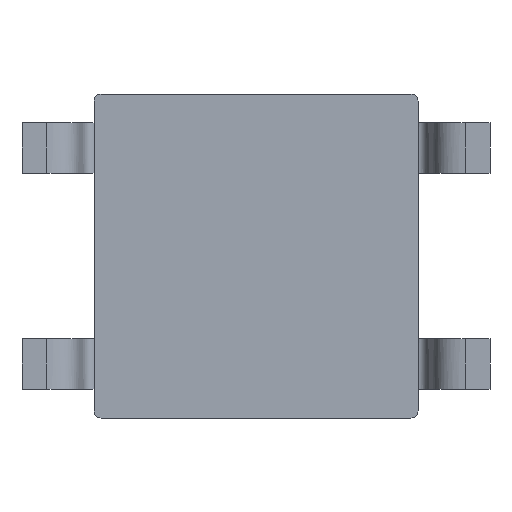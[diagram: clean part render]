
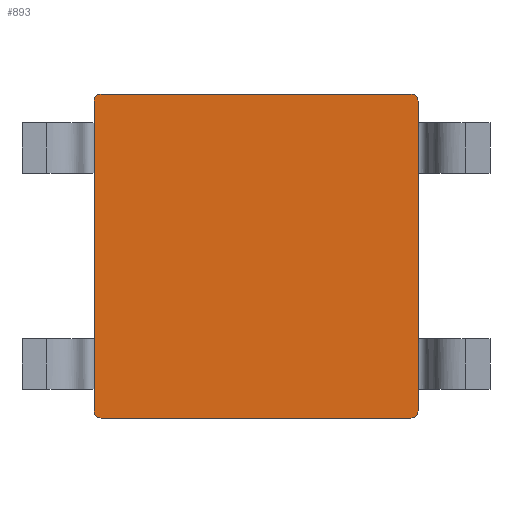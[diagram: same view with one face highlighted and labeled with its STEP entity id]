
A CAD part, front view. The second image highlights one B-rep face of the part: STEP entity #893.
In plain terms, the highlighted planar face has unit normal (0, -1, 0).
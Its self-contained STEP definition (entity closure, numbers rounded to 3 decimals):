
#62=CIRCLE('',#971,0.1);
#64=CIRCLE('',#975,0.1);
#66=CIRCLE('',#979,0.1);
#68=CIRCLE('',#983,0.1);
#113=FACE_OUTER_BOUND('',#175,.T.);
#175=EDGE_LOOP('',(#632,#633,#634,#635,#636,#637,#638,#639));
#228=LINE('',#1301,#305);
#233=LINE('',#1315,#310);
#237=LINE('',#1327,#314);
#241=LINE('',#1339,#318);
#305=VECTOR('',#1056,10.);
#310=VECTOR('',#1069,10.);
#314=VECTOR('',#1081,10.);
#318=VECTOR('',#1093,10.);
#382=VERTEX_POINT('',#1299);
#383=VERTEX_POINT('',#1300);
#386=VERTEX_POINT('',#1308);
#388=VERTEX_POINT('',#1314);
#390=VERTEX_POINT('',#1320);
#392=VERTEX_POINT('',#1326);
#394=VERTEX_POINT('',#1332);
#396=VERTEX_POINT('',#1338);
#466=EDGE_CURVE('',#382,#383,#228,.T.);
#470=EDGE_CURVE('',#386,#383,#62,.T.);
#473=EDGE_CURVE('',#386,#388,#233,.T.);
#476=EDGE_CURVE('',#390,#388,#64,.T.);
#479=EDGE_CURVE('',#390,#392,#237,.T.);
#482=EDGE_CURVE('',#394,#392,#66,.T.);
#485=EDGE_CURVE('',#394,#396,#241,.T.);
#488=EDGE_CURVE('',#382,#396,#68,.T.);
#632=ORIENTED_EDGE('',*,*,#488,.F.);
#633=ORIENTED_EDGE('',*,*,#466,.T.);
#634=ORIENTED_EDGE('',*,*,#470,.F.);
#635=ORIENTED_EDGE('',*,*,#473,.T.);
#636=ORIENTED_EDGE('',*,*,#476,.F.);
#637=ORIENTED_EDGE('',*,*,#479,.T.);
#638=ORIENTED_EDGE('',*,*,#482,.F.);
#639=ORIENTED_EDGE('',*,*,#485,.T.);
#849=PLANE('',#986);
#893=ADVANCED_FACE('',(#113),#849,.F.);
#971=AXIS2_PLACEMENT_3D('',#1309,#1062,#1063);
#975=AXIS2_PLACEMENT_3D('',#1321,#1074,#1075);
#979=AXIS2_PLACEMENT_3D('',#1333,#1086,#1087);
#983=AXIS2_PLACEMENT_3D('',#1344,#1098,#1099);
#986=AXIS2_PLACEMENT_3D('',#1347,#1104,#1105);
#1056=DIRECTION('',(0.,0.,1.));
#1062=DIRECTION('center_axis',(0.,1.,0.));
#1063=DIRECTION('ref_axis',(1.,0.,0.));
#1069=DIRECTION('',(-1.,0.,0.));
#1074=DIRECTION('center_axis',(0.,1.,0.));
#1075=DIRECTION('ref_axis',(1.,0.,0.));
#1081=DIRECTION('',(0.,0.,-1.));
#1086=DIRECTION('center_axis',(0.,1.,0.));
#1087=DIRECTION('ref_axis',(1.,0.,0.));
#1093=DIRECTION('',(1.,0.,0.));
#1098=DIRECTION('center_axis',(0.,1.,0.));
#1099=DIRECTION('ref_axis',(1.,0.,0.));
#1104=DIRECTION('center_axis',(0.,1.,0.));
#1105=DIRECTION('ref_axis',(1.,0.,0.));
#1299=CARTESIAN_POINT('',(2.25,0.,-2.15));
#1300=CARTESIAN_POINT('',(2.25,0.,2.15));
#1301=CARTESIAN_POINT('',(2.25,0.,-2.25));
#1308=CARTESIAN_POINT('',(2.15,0.,2.25));
#1309=CARTESIAN_POINT('Origin',(2.15,0.,2.15));
#1314=CARTESIAN_POINT('',(-2.15,0.,2.25));
#1315=CARTESIAN_POINT('',(2.25,0.,2.25));
#1320=CARTESIAN_POINT('',(-2.25,0.,2.15));
#1321=CARTESIAN_POINT('Origin',(-2.15,0.,2.15));
#1326=CARTESIAN_POINT('',(-2.25,0.,-2.15));
#1327=CARTESIAN_POINT('',(-2.25,0.,2.25));
#1332=CARTESIAN_POINT('',(-2.15,0.,-2.25));
#1333=CARTESIAN_POINT('Origin',(-2.15,0.,-2.15));
#1338=CARTESIAN_POINT('',(2.15,0.,-2.25));
#1339=CARTESIAN_POINT('',(-2.25,0.,-2.25));
#1344=CARTESIAN_POINT('Origin',(2.15,0.,-2.15));
#1347=CARTESIAN_POINT('Origin',(0.,0.,0.));
